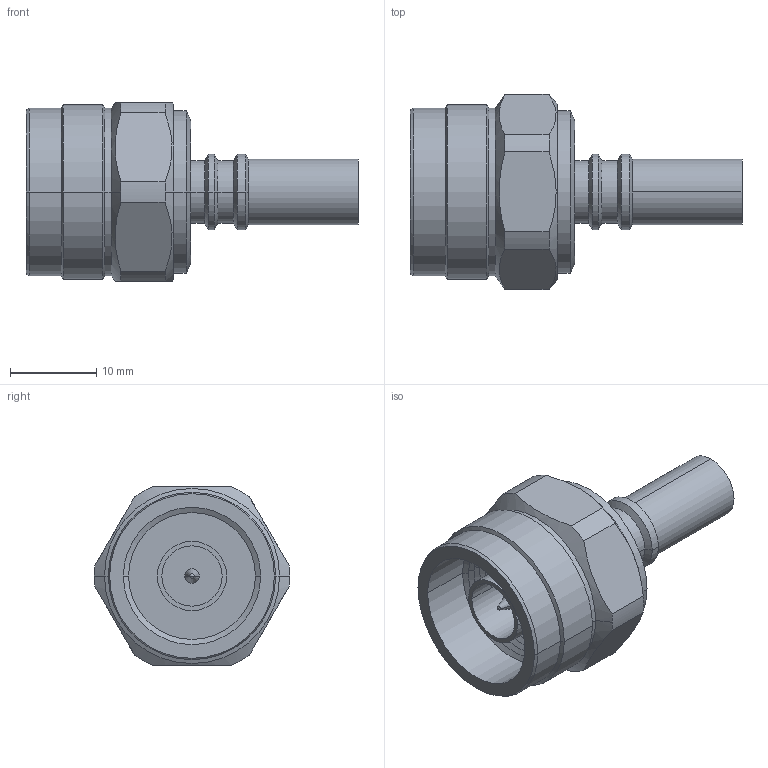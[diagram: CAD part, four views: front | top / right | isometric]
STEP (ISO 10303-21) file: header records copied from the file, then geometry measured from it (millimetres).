
FILE_DESCRIPTION (( 'STEP AP214' ), '1' );
FILE_NAME ('TC-200-NMH-X-LC_3D.step', '2024-04-25T22:49:16', ( '' ), ( '' ), 'SwSTEP 2.0', 'SolidWorks 2022', '' );
FILE_SCHEMA (( 'AUTOMOTIVE_DESIGN' ));
Length unit declared in the file: inch
Products named in the file (3): TC-200-NMH-X-LC_3D; TC-200-NMH-X_ferrule; TC-200-NMH-X_body
Assembly tree (2 placements, depth 2):
  TC-200-NMH-X-LC_3D
    TC-200-NMH-X_body
    TC-200-NMH-X_ferrule
Bounding box: 38.39 x 22.61 x 20.64 mm (x, y, z)
Volume: 4777.1 mm3; surface area: 4137.3 mm2
Topology: 2 solids, 2 shells, 112 faces, 237 edges, 137 vertices
Faces by surface type: cone 48, cylinder 43, plane 19, torus 2
Entity records: 3209 total; most frequent: CARTESIAN_POINT 621, DIRECTION 583, ORIENTED_EDGE 470, AXIS2_PLACEMENT_3D 243, EDGE_CURVE 235, VERTEX_POINT 137, CIRCLE 126, EDGE_LOOP 124
